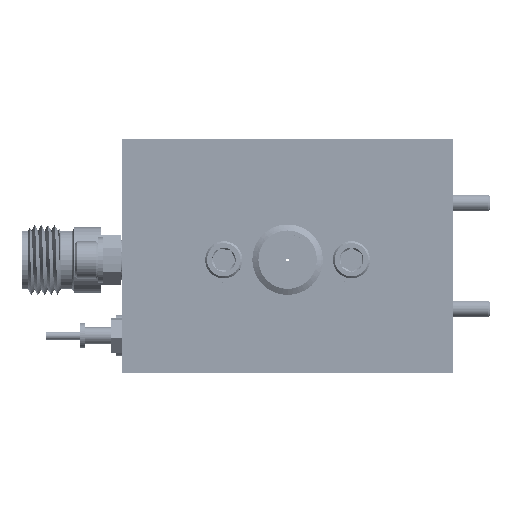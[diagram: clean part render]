
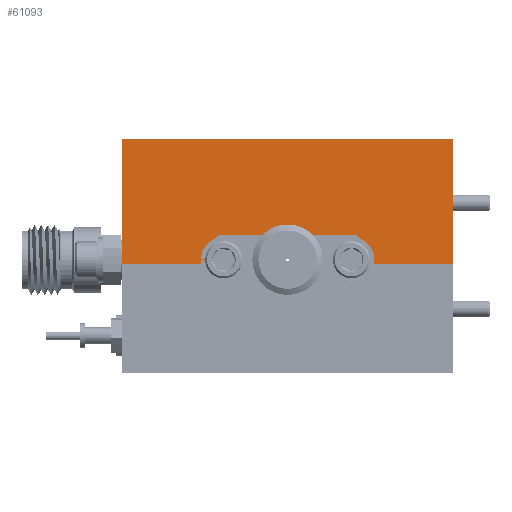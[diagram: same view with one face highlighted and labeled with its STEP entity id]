
A CAD part, top view. The second image highlights one B-rep face of the part: STEP entity #61093.
In plain terms, the highlighted planar face has unit normal (0, 0, 1).
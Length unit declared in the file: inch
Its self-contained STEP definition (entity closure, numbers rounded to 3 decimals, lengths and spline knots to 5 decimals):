
#209 = DIRECTION ( 'NONE',  ( 1., 0., 0. ) ) ;
#2437 = CARTESIAN_POINT ( 'NONE',  ( -0.275, 0.015, 0.625 ) ) ;
#2807 = VERTEX_POINT ( 'NONE', #38157 ) ;
#2849 = VERTEX_POINT ( 'NONE', #89540 ) ;
#2968 = AXIS2_PLACEMENT_3D ( 'NONE', #86740, #35977, #12730 ) ;
#3539 = ORIENTED_EDGE ( 'NONE', *, *, #89444, .F. ) ;
#4486 = DIRECTION ( 'NONE',  ( 0., 0., 1. ) ) ;
#4535 = CARTESIAN_POINT ( 'NONE',  ( 0.625, 0.4705, 0.625 ) ) ;
#4691 = CARTESIAN_POINT ( 'NONE',  ( -0.039, 0.015, 0.625 ) ) ;
#5482 = CARTESIAN_POINT ( 'NONE',  ( 0.625, 0., 0.625 ) ) ;
#6402 = DIRECTION ( 'NONE',  ( 0., 0., 1. ) ) ;
#6921 = EDGE_CURVE ( 'NONE', #13074, #84463, #29018, .T. ) ;
#7055 = DIRECTION ( 'NONE',  ( 1., 0., 0. ) ) ;
#7473 = DIRECTION ( 'NONE',  ( 1., 0., 0. ) ) ;
#7658 = LINE ( 'NONE', #37520, #64867 ) ;
#9545 = ORIENTED_EDGE ( 'NONE', *, *, #15182, .F. ) ;
#10254 = AXIS2_PLACEMENT_3D ( 'NONE', #51540, #29793, #7473 ) ;
#10668 = ORIENTED_EDGE ( 'NONE', *, *, #19434, .F. ) ;
#10918 = DIRECTION ( 'NONE',  ( -1., 0., 0. ) ) ;
#11193 = VERTEX_POINT ( 'NONE', #67541 ) ;
#11412 = EDGE_CURVE ( 'NONE', #45669, #12093, #39799, .T. ) ;
#12093 = VERTEX_POINT ( 'NONE', #63111 ) ;
#12228 = ORIENTED_EDGE ( 'NONE', *, *, #21017, .F. ) ;
#12229 = VERTEX_POINT ( 'NONE', #56692 ) ;
#12730 = DIRECTION ( 'NONE',  ( 1., 0., 0. ) ) ;
#13074 = VERTEX_POINT ( 'NONE', #2437 ) ;
#13121 = ORIENTED_EDGE ( 'NONE', *, *, #36859, .F. ) ;
#14828 = DIRECTION ( 'NONE',  ( 0., -1., 0. ) ) ;
#15182 = EDGE_CURVE ( 'NONE', #55942, #2807, #7658, .T. ) ;
#17324 = VERTEX_POINT ( 'NONE', #43869 ) ;
#18078 = CIRCLE ( 'NONE', #73537, 0.039 ) ;
#18711 = EDGE_CURVE ( 'NONE', #78691, #22498, #18078, .T. ) ;
#18833 = EDGE_CURVE ( 'NONE', #59403, #45669, #85470, .T. ) ;
#18881 = DIRECTION ( 'NONE',  ( 0., -1., 0. ) ) ;
#19434 = EDGE_CURVE ( 'NONE', #12229, #13074, #46926, .T. ) ;
#19792 = CARTESIAN_POINT ( 'NONE',  ( 0.036, 0., 0.625 ) ) ;
#20655 = AXIS2_PLACEMENT_3D ( 'NONE', #79681, #71651, #64579 ) ;
#20950 = EDGE_CURVE ( 'NONE', #11193, #57234, #93931, .T. ) ;
#21017 = EDGE_CURVE ( 'NONE', #2807, #62278, #67382, .T. ) ;
#22498 = VERTEX_POINT ( 'NONE', #92685 ) ;
#22727 = CARTESIAN_POINT ( 'NONE',  ( 0.625, 0., 0.625 ) ) ;
#22861 = CARTESIAN_POINT ( 'NONE',  ( 0.625, 0., 0.625 ) ) ;
#25886 = CARTESIAN_POINT ( 'NONE',  ( 0., 0.015, 0.625 ) ) ;
#27999 = LINE ( 'NONE', #22861, #86531 ) ;
#29018 = CIRCLE ( 'NONE', #20655, 0.035 ) ;
#29793 = DIRECTION ( 'NONE',  ( 0., 0., 1. ) ) ;
#30700 = DIRECTION ( 'NONE',  ( 0., 0., 1. ) ) ;
#31048 = CARTESIAN_POINT ( 'NONE',  ( -0.27162, 0., 0.625 ) ) ;
#31872 = AXIS2_PLACEMENT_3D ( 'NONE', #25886, #40266, #33876 ) ;
#31952 = CARTESIAN_POINT ( 'NONE',  ( -0.24, 0.015, 0.625 ) ) ;
#32595 = EDGE_LOOP ( 'NONE', ( #67243, #94661, #10668, #54571, #48513, #62580, #3539, #69816, #42358, #73482, #58060, #13121, #84558, #12228, #9545, #43499 ) ) ;
#32934 = PLANE ( 'NONE',  #70346 ) ;
#33876 = DIRECTION ( 'NONE',  ( 1., 0., 0. ) ) ;
#34151 = LINE ( 'NONE', #22727, #52429 ) ;
#34201 = AXIS2_PLACEMENT_3D ( 'NONE', #43106, #43417, #93499 ) ;
#34900 = FACE_OUTER_BOUND ( 'NONE', #32595, .T. ) ;
#34972 = EDGE_CURVE ( 'NONE', #17324, #84463, #34151, .T. ) ;
#35977 = DIRECTION ( 'NONE',  ( 0., 0., 1. ) ) ;
#36859 = EDGE_CURVE ( 'NONE', #2849, #59403, #63784, .T. ) ;
#37520 = CARTESIAN_POINT ( 'NONE',  ( 0.625, 0.4705, 0.625 ) ) ;
#38157 = CARTESIAN_POINT ( 'NONE',  ( 0.625, 0.4705, 0.625 ) ) ;
#39799 = CIRCLE ( 'NONE', #73112, 0.035 ) ;
#40266 = DIRECTION ( 'NONE',  ( 0., 0., 1. ) ) ;
#42358 = ORIENTED_EDGE ( 'NONE', *, *, #61298, .T. ) ;
#43106 = CARTESIAN_POINT ( 'NONE',  ( 0.24, 0.015, 0.625 ) ) ;
#43417 = DIRECTION ( 'NONE',  ( 0., 0., 1. ) ) ;
#43499 = ORIENTED_EDGE ( 'NONE', *, *, #90852, .T. ) ;
#43869 = CARTESIAN_POINT ( 'NONE',  ( -0.625, 0., 0.625 ) ) ;
#45669 = VERTEX_POINT ( 'NONE', #73127 ) ;
#46338 = CIRCLE ( 'NONE', #31872, 0.039 ) ;
#46926 = CIRCLE ( 'NONE', #74224, 0.035 ) ;
#47362 = CARTESIAN_POINT ( 'NONE',  ( -0.036, 0., 0.625 ) ) ;
#48233 = DIRECTION ( 'NONE',  ( 0., 0., 1. ) ) ;
#48513 = ORIENTED_EDGE ( 'NONE', *, *, #20950, .T. ) ;
#48572 = DIRECTION ( 'NONE',  ( 1., 0., 0. ) ) ;
#50972 = CIRCLE ( 'NONE', #86690, 0.035 ) ;
#51127 = CARTESIAN_POINT ( 'NONE',  ( -0.24, 0.015, 0.625 ) ) ;
#51540 = CARTESIAN_POINT ( 'NONE',  ( 0.24, 0.015, 0.625 ) ) ;
#52323 = EDGE_CURVE ( 'NONE', #2849, #62278, #27999, .T. ) ;
#52429 = VECTOR ( 'NONE', #58264, 39.37008 ) ;
#53258 = VECTOR ( 'NONE', #7055, 39.37008 ) ;
#53302 = CARTESIAN_POINT ( 'NONE',  ( -0.625, 0.4705, 0.625 ) ) ;
#54571 = ORIENTED_EDGE ( 'NONE', *, *, #65258, .F. ) ;
#54644 = EDGE_CURVE ( 'NONE', #87639, #57234, #91647, .T. ) ;
#54704 = DIRECTION ( 'NONE',  ( 0., 0., -1. ) ) ;
#55942 = VERTEX_POINT ( 'NONE', #53302 ) ;
#56692 = CARTESIAN_POINT ( 'NONE',  ( -0.205, 0.015, 0.625 ) ) ;
#57234 = VERTEX_POINT ( 'NONE', #47362 ) ;
#57714 = CARTESIAN_POINT ( 'NONE',  ( 0.625, 0., 0.625 ) ) ;
#58060 = ORIENTED_EDGE ( 'NONE', *, *, #18833, .F. ) ;
#58264 = DIRECTION ( 'NONE',  ( 1., 0., 0. ) ) ;
#59403 = VERTEX_POINT ( 'NONE', #89992 ) ;
#59820 = DIRECTION ( 'NONE',  ( 1., 0., 0. ) ) ;
#61093 = ADVANCED_FACE ( 'NONE', ( #34900 ), #32934, .F. ) ;
#61298 = EDGE_CURVE ( 'NONE', #78691, #12093, #64717, .T. ) ;
#62278 = VERTEX_POINT ( 'NONE', #84456 ) ;
#62580 = ORIENTED_EDGE ( 'NONE', *, *, #54644, .F. ) ;
#63111 = CARTESIAN_POINT ( 'NONE',  ( 0.20838, 0., 0.625 ) ) ;
#63287 = CARTESIAN_POINT ( 'NONE',  ( 0., 0.015, 0.625 ) ) ;
#63307 = CARTESIAN_POINT ( 'NONE',  ( 0.24, 0.015, 0.625 ) ) ;
#63784 = CIRCLE ( 'NONE', #10254, 0.035 ) ;
#64579 = DIRECTION ( 'NONE',  ( 1., 0., 0. ) ) ;
#64717 = LINE ( 'NONE', #5482, #53258 ) ;
#64867 = VECTOR ( 'NONE', #209, 39.37008 ) ;
#65258 = EDGE_CURVE ( 'NONE', #11193, #12229, #50972, .T. ) ;
#67020 = DIRECTION ( 'NONE',  ( 1., 0., 0. ) ) ;
#67243 = ORIENTED_EDGE ( 'NONE', *, *, #34972, .T. ) ;
#67382 = LINE ( 'NONE', #74359, #91519 ) ;
#67541 = CARTESIAN_POINT ( 'NONE',  ( -0.20838, 0., 0.625 ) ) ;
#69816 = ORIENTED_EDGE ( 'NONE', *, *, #18711, .F. ) ;
#70346 = AXIS2_PLACEMENT_3D ( 'NONE', #4535, #54704, #10918 ) ;
#71651 = DIRECTION ( 'NONE',  ( 0., 0., 1. ) ) ;
#73112 = AXIS2_PLACEMENT_3D ( 'NONE', #63307, #4486, #48572 ) ;
#73127 = CARTESIAN_POINT ( 'NONE',  ( 0.205, 0.015, 0.625 ) ) ;
#73482 = ORIENTED_EDGE ( 'NONE', *, *, #11412, .F. ) ;
#73537 = AXIS2_PLACEMENT_3D ( 'NONE', #63287, #48233, #77758 ) ;
#74224 = AXIS2_PLACEMENT_3D ( 'NONE', #31952, #30700, #59820 ) ;
#74355 = VECTOR ( 'NONE', #86653, 39.37008 ) ;
#74359 = CARTESIAN_POINT ( 'NONE',  ( 0.625, 0.4705, 0.625 ) ) ;
#77758 = DIRECTION ( 'NONE',  ( 1., 0., 0. ) ) ;
#78691 = VERTEX_POINT ( 'NONE', #19792 ) ;
#79681 = CARTESIAN_POINT ( 'NONE',  ( -0.24, 0.015, 0.625 ) ) ;
#81926 = VECTOR ( 'NONE', #18881, 39.37008 ) ;
#84456 = CARTESIAN_POINT ( 'NONE',  ( 0.625, 0., 0.625 ) ) ;
#84463 = VERTEX_POINT ( 'NONE', #31048 ) ;
#84558 = ORIENTED_EDGE ( 'NONE', *, *, #52323, .T. ) ;
#84581 = CARTESIAN_POINT ( 'NONE',  ( -0.625, 0.4705, 0.625 ) ) ;
#85470 = CIRCLE ( 'NONE', #34201, 0.035 ) ;
#86531 = VECTOR ( 'NONE', #67020, 39.37008 ) ;
#86653 = DIRECTION ( 'NONE',  ( 1., 0., 0. ) ) ;
#86690 = AXIS2_PLACEMENT_3D ( 'NONE', #51127, #6402, #86821 ) ;
#86740 = CARTESIAN_POINT ( 'NONE',  ( 0., 0.015, 0.625 ) ) ;
#86821 = DIRECTION ( 'NONE',  ( 1., 0., 0. ) ) ;
#87639 = VERTEX_POINT ( 'NONE', #4691 ) ;
#89444 = EDGE_CURVE ( 'NONE', #22498, #87639, #46338, .T. ) ;
#89540 = CARTESIAN_POINT ( 'NONE',  ( 0.27162, 0., 0.625 ) ) ;
#89992 = CARTESIAN_POINT ( 'NONE',  ( 0.275, 0.015, 0.625 ) ) ;
#90852 = EDGE_CURVE ( 'NONE', #55942, #17324, #94553, .T. ) ;
#91519 = VECTOR ( 'NONE', #14828, 39.37008 ) ;
#91647 = CIRCLE ( 'NONE', #2968, 0.039 ) ;
#92685 = CARTESIAN_POINT ( 'NONE',  ( 0.039, 0.015, 0.625 ) ) ;
#93499 = DIRECTION ( 'NONE',  ( 1., 0., 0. ) ) ;
#93931 = LINE ( 'NONE', #57714, #74355 ) ;
#94553 = LINE ( 'NONE', #84581, #81926 ) ;
#94661 = ORIENTED_EDGE ( 'NONE', *, *, #6921, .F. ) ;
